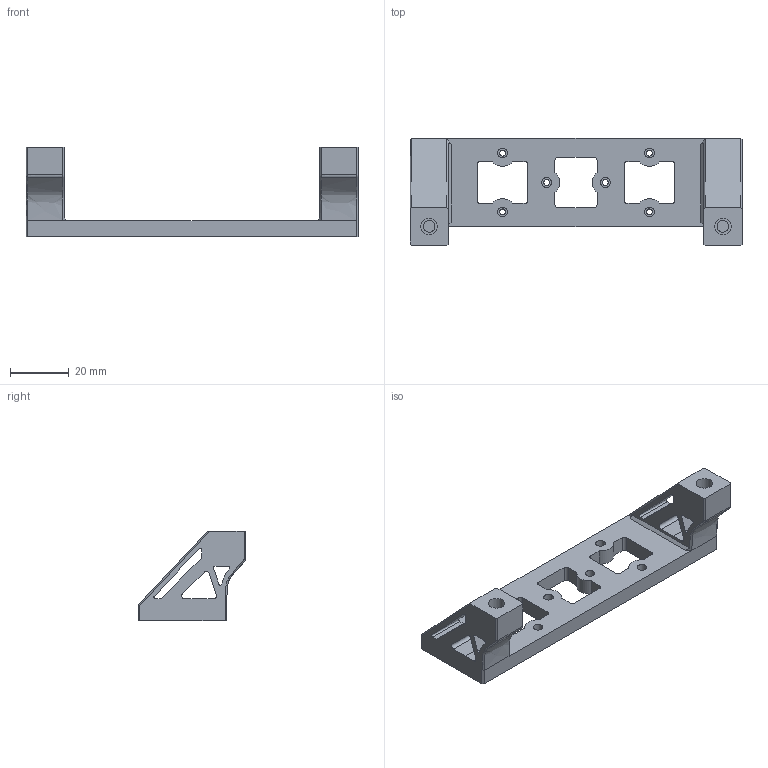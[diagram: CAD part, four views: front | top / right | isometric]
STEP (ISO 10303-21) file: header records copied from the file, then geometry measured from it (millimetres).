
FILE_DESCRIPTION(/* description */ (''),/* implementation_level */ '2;1');
FILE_NAME(/* name */ 'IR_sensor_attachment.step',/* time_stamp */ '2023-06-02T21:57:10+02:00',/* author */ (''),/* organization */ (''),/* preprocessor_version */ 'ST-DEVELOPER v19.2',/* originating_system */ 'Autodesk Translation Framework v12.4.0.73',/* authorisation */ '');
FILE_SCHEMA (('AUTOMOTIVE_DESIGN { 1 0 10303 214 3 1 1 }'));
Length unit declared in the file: millimetre
Products named in the file (1): IR_sensor_attachment_V2
Bounding box: 113 x 36.5 x 30.5 mm (x, y, z)
Volume: 24671.3 mm3; surface area: 13919.9 mm2
Topology: 1 solids, 1 shells, 144 faces, 382 edges, 250 vertices
Faces by surface type: plane 76, cylinder 50, bspline 18
Full cylindrical faces by diameter (mm): 2 x6, 3.3 x6, 4 x2, 5.6 x2
Entity records: 5108 total; most frequent: CARTESIAN_POINT 1487, ORIENTED_EDGE 764, DIRECTION 690, EDGE_CURVE 382, VERTEX_POINT 250, LINE 236, VECTOR 236, AXIS2_PLACEMENT_3D 227
